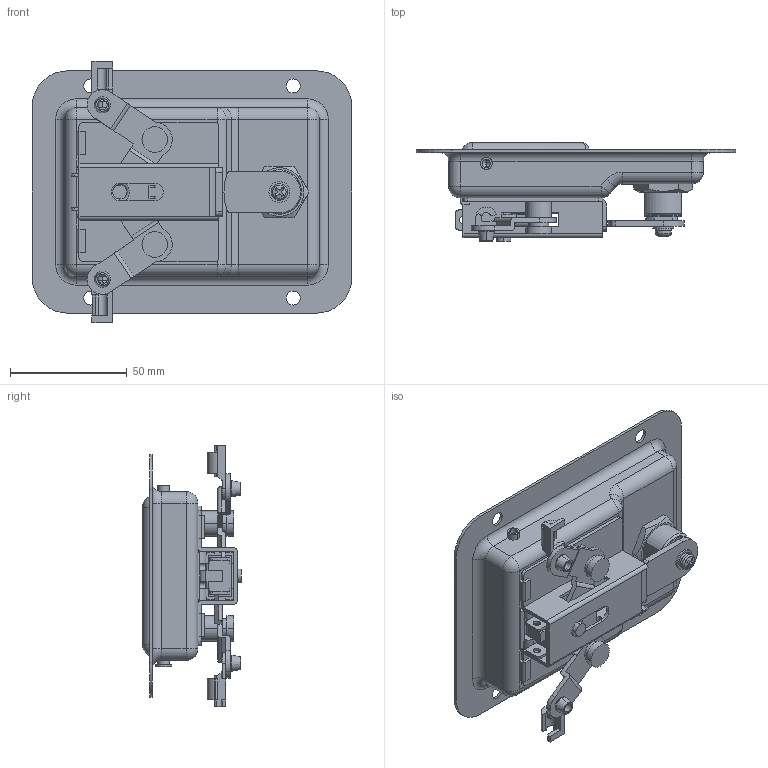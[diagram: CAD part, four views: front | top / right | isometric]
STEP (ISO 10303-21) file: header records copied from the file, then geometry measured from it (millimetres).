
FILE_DESCRIPTION (( 'STEP AP203' ), '1' );
FILE_NAME ('A-1882-B-1.STEP', '2020-02-10T06:35:16', ( '' ), ( '' ), 'SwSTEP 2.0', 'SolidWorks 2018', '' );
FILE_SCHEMA (( 'CONFIG_CONTROL_DESIGN' ));
Length unit declared in the file: millimetre
Products named in the file (22): A-1882-B_C-178用M4小PW_; A-1882-B_C-178Assy_; A-1882-B_C-178用キャップ_; A-1882-B_ハンドル_; A-1882-B_ロックプレート_; A-1882-B_ハンドルシャフト_; A-1882-B_T0230儘乕僞乕_岞奐梡__T儘乕僞乕; A-1882-B_本体__B-1882-B-1; A-1882-B_C-178用ハウジング_; A-1882-B-1; A-1882-B_アームスペーサー_; A-1882-B_ラッチガイド_; A-1882-B_AC-25-Q-14__公開用; A-1882-B_ラッチケース_; A-1882-B_C-178梡90亱僇儉_; A-1882-B_十字穴付小ねじ_内径基準ver1.02__M4x7十字穴付なべ小ねじ(SUS); A-1882-B_儔僢僠B_; A-1882-B_儔僢僠傾乕儉R_; A-1882-B_C-178梡M19僫僢僩_; A-1882-B_儔僢僠傾乕儉L_; A-1882-B_ラッチシャフト_; A-1882-B_C-178—pM4SW_
Assembly tree (23 placements, depth 3):
  A-1882-B-1
    A-1882-B_本体__B-1882-B-1
    A-1882-B_ハンドル_
    A-1882-B_ハンドルシャフト_
    A-1882-B_ラッチケース_
    A-1882-B_ラッチガイド_
    A-1882-B_儔僢僠傾乕儉R_
    A-1882-B_儔僢僠傾乕儉L_
    A-1882-B_アームスペーサー_  x2
    A-1882-B_ラッチシャフト_
    A-1882-B_C-178Assy_
      A-1882-B_C-178用ハウジング_
      A-1882-B_C-178用キャップ_
      A-1882-B_T0230儘乕僞乕_岞奐梡__T儘乕僞乕
      A-1882-B_C-178梡M19僫僢僩_
      A-1882-B_十字穴付小ねじ_内径基準ver1.02__M4x7十字穴付なべ小ねじ(SUS)
      A-1882-B_ロックプレート_
      A-1882-B_C-178梡90亱僇儉_
      A-1882-B_C-178—pM4SW_
      A-1882-B_C-178用M4小PW_
    A-1882-B_AC-25-Q-14__公開用  x2
    A-1882-B_儔僢僠B_
Bounding box: 137 x 42.4 x 112.35 mm (x, y, z)
Volume: 92608.2 mm3; surface area: 83225.7 mm2
Topology: 22 solids, 22 shells, 694 faces, 1771 edges, 1119 vertices
Faces by surface type: plane 326, cylinder 290, torus 30, cone 28, sphere 16, bspline 4
Entity records: 22552 total; most frequent: CARTESIAN_POINT 3935, DIRECTION 3567, ORIENTED_EDGE 3282, EDGE_CURVE 1641, AXIS2_PLACEMENT_3D 1297, VERTEX_POINT 1047, LINE 973, VECTOR 973
